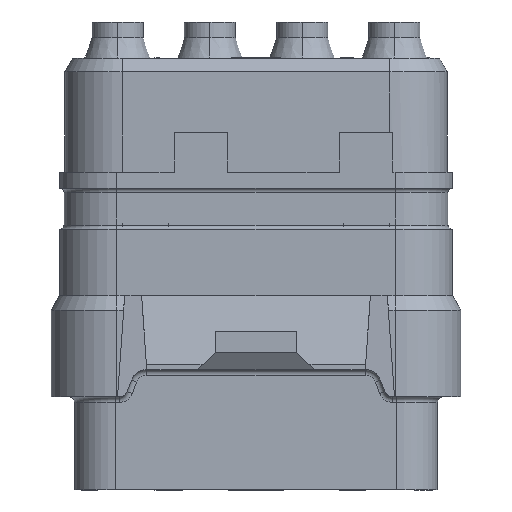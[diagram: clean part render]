
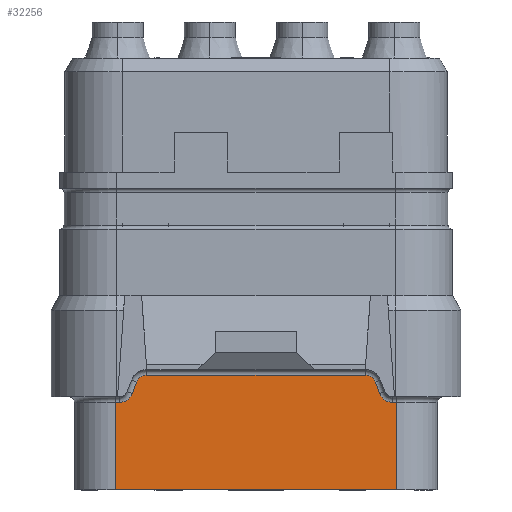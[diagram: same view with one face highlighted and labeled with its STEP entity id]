
A CAD part, front view. The second image highlights one B-rep face of the part: STEP entity #32256.
In plain terms, the highlighted planar face has unit normal (0, -1, 0).
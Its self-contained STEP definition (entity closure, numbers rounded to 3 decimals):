
#2909=CARTESIAN_POINT('',(-5.,-5.775,-7.93));
#2910=DIRECTION('',(0.,1.,0.));
#2911=DIRECTION('',(0.935,0.,-0.354));
#2912=AXIS2_PLACEMENT_3D('',#2909,#2910,#2911);
#2923=DIRECTION('',(-0.354,0.,-0.935));
#2924=VECTOR('',#2923,0.447);
#2925=CARTESIAN_POINT('',(-4.374,-5.775,-7.689));
#2926=LINE('',#2925,#2924);
#2945=CARTESIAN_POINT('',(-4.,-5.775,-7.83));
#2946=DIRECTION('',(0.,-1.,0.));
#2947=DIRECTION('',(0.,0.,1.));
#2948=AXIS2_PLACEMENT_3D('',#2945,#2946,#2947);
#2955=DIRECTION('',(-1.,0.,0.));
#2956=VECTOR('',#2955,8.);
#2957=CARTESIAN_POINT('',(4.,-5.775,-7.43));
#2958=LINE('',#2957,#2956);
#2969=CARTESIAN_POINT('',(4.,-5.775,-7.83));
#2970=DIRECTION('',(0.,-1.,0.));
#2971=DIRECTION('',(0.935,0.,0.354));
#2972=AXIS2_PLACEMENT_3D('',#2969,#2970,#2971);
#2983=DIRECTION('',(-0.354,0.,0.935));
#2984=VECTOR('',#2983,0.447);
#2985=CARTESIAN_POINT('',(4.532,-5.775,-8.107));
#2986=LINE('',#2985,#2984);
#3005=CARTESIAN_POINT('',(5.,-5.775,-7.93));
#3006=DIRECTION('',(0.,1.,0.));
#3007=DIRECTION('',(0.,0.,-1.));
#3008=AXIS2_PLACEMENT_3D('',#3005,#3006,#3007);
#3019=DIRECTION('',(-1.,0.,0.));
#3020=VECTOR('',#3019,0.15);
#3021=CARTESIAN_POINT('',(5.15,-5.775,-8.43));
#3022=LINE('',#3021,#3020);
#3136=DIRECTION('',(-1.,0.,0.));
#3137=VECTOR('',#3136,10.3);
#3138=CARTESIAN_POINT('',(5.15,-5.775,-11.63));
#3139=LINE('',#3138,#3137);
#4705=DIRECTION('',(0.,0.,-1.));
#4706=VECTOR('',#4705,3.2);
#4707=CARTESIAN_POINT('',(-5.15,-5.775,-8.43));
#4708=LINE('',#4707,#4706);
#4733=DIRECTION('',(-1.,0.,0.));
#4734=VECTOR('',#4733,0.15);
#4735=CARTESIAN_POINT('',(-5.,-5.775,-8.43));
#4736=LINE('',#4735,#4734);
#4737=DIRECTION('',(0.,0.,-1.));
#4738=VECTOR('',#4737,3.2);
#4739=CARTESIAN_POINT('',(5.15,-5.775,-8.43));
#4740=LINE('',#4739,#4738);
#22542=CARTESIAN_POINT('',(-5.15,-5.775,-11.63));
#22544=VERTEX_POINT('',#22542);
#22556=CARTESIAN_POINT('',(5.15,-5.775,-11.63));
#22557=VERTEX_POINT('',#22556);
#22630=CARTESIAN_POINT('',(-5.15,-5.775,-8.43));
#22631=VERTEX_POINT('',#22630);
#22634=CARTESIAN_POINT('',(-5.,-5.775,-8.43));
#22635=VERTEX_POINT('',#22634);
#22638=CARTESIAN_POINT('',(-4.532,-5.775,-8.107));
#22639=VERTEX_POINT('',#22638);
#22642=CARTESIAN_POINT('',(-4.374,-5.775,-7.689));
#22643=VERTEX_POINT('',#22642);
#22644=CARTESIAN_POINT('',(-4.,-5.775,-7.43));
#22645=VERTEX_POINT('',#22644);
#22646=CARTESIAN_POINT('',(4.,-5.775,-7.43));
#22647=VERTEX_POINT('',#22646);
#22648=CARTESIAN_POINT('',(4.374,-5.775,-7.689));
#22649=VERTEX_POINT('',#22648);
#22654=CARTESIAN_POINT('',(4.532,-5.775,-8.107));
#22655=VERTEX_POINT('',#22654);
#22658=CARTESIAN_POINT('',(5.,-5.775,-8.43));
#22659=VERTEX_POINT('',#22658);
#22662=CARTESIAN_POINT('',(5.15,-5.775,-8.43));
#22663=VERTEX_POINT('',#22662);
#32236=CARTESIAN_POINT('',(5.15,-5.775,-8.23));
#32237=DIRECTION('',(0.,-1.,0.));
#32238=DIRECTION('',(-1.,0.,0.));
#32239=AXIS2_PLACEMENT_3D('',#32236,#32237,#32238);
#32240=PLANE('',#32239);
#32241=ORIENTED_EDGE('',*,*,#32230,.F.);
#32242=ORIENTED_EDGE('',*,*,#31056,.F.);
#32243=ORIENTED_EDGE('',*,*,#31072,.F.);
#32244=ORIENTED_EDGE('',*,*,#31112,.F.);
#32245=ORIENTED_EDGE('',*,*,#31126,.F.);
#32246=ORIENTED_EDGE('',*,*,#31140,.F.);
#32247=ORIENTED_EDGE('',*,*,#31155,.F.);
#32248=ORIENTED_EDGE('',*,*,#31196,.F.);
#32249=ORIENTED_EDGE('',*,*,#31211,.F.);
#32251=ORIENTED_EDGE('',*,*,#32250,.T.);
#32252=ORIENTED_EDGE('',*,*,#31381,.T.);
#32253=ORIENTED_EDGE('',*,*,#32201,.F.);
#32254=EDGE_LOOP('',(#32241,#32242,#32243,#32244,#32245,#32246,#32247,#32248,
#32249,#32251,#32252,#32253));
#32255=FACE_OUTER_BOUND('',#32254,.F.);
#32256=ADVANCED_FACE('',(#32255),#32240,.T.);
#2913=CIRCLE('',#2912,0.5);
#2949=CIRCLE('',#2948,0.4);
#2973=CIRCLE('',#2972,0.4);
#3009=CIRCLE('',#3008,0.5);
#31056=EDGE_CURVE('',#22639,#22635,#2913,.T.);
#31072=EDGE_CURVE('',#22643,#22639,#2926,.T.);
#31112=EDGE_CURVE('',#22645,#22643,#2949,.T.);
#31126=EDGE_CURVE('',#22647,#22645,#2958,.T.);
#31140=EDGE_CURVE('',#22649,#22647,#2973,.T.);
#31155=EDGE_CURVE('',#22655,#22649,#2986,.T.);
#31196=EDGE_CURVE('',#22659,#22655,#3009,.T.);
#31211=EDGE_CURVE('',#22663,#22659,#3022,.T.);
#31381=EDGE_CURVE('',#22557,#22544,#3139,.T.);
#32201=EDGE_CURVE('',#22631,#22544,#4708,.T.);
#32230=EDGE_CURVE('',#22635,#22631,#4736,.T.);
#32250=EDGE_CURVE('',#22663,#22557,#4740,.T.);
